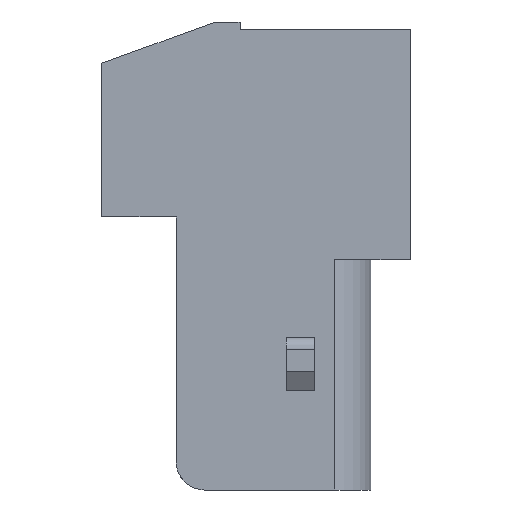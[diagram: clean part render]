
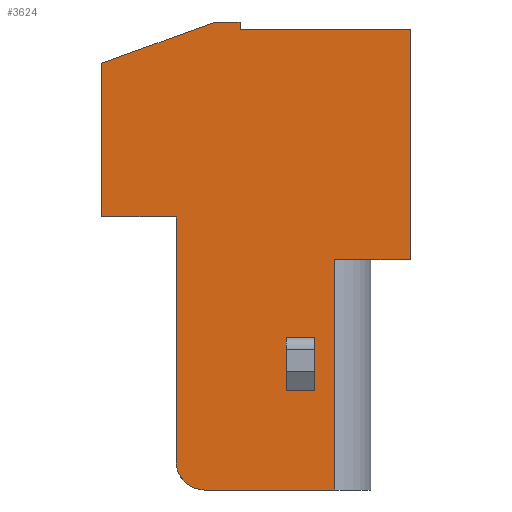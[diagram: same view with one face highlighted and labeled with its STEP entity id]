
A CAD part, left-side view. The second image highlights one B-rep face of the part: STEP entity #3624.
In plain terms, the highlighted planar face has unit normal (-1, 0, 0).
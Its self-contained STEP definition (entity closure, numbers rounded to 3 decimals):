
#966=DIRECTION('',(0.,0.,-1.));
#967=VECTOR('',#966,4.335);
#968=CARTESIAN_POINT('',(98.15,8.7,-0.965));
#969=LINE('',#968,#967);
#970=DIRECTION('',(0.,0.94,-0.342));
#971=VECTOR('',#970,3.405);
#972=CARTESIAN_POINT('',(98.15,5.5,0.2));
#973=LINE('',#972,#971);
#974=DIRECTION('',(0.,1.,0.));
#975=VECTOR('',#974,0.7);
#976=CARTESIAN_POINT('',(98.15,4.8,0.2));
#977=LINE('',#976,#975);
#978=DIRECTION('',(0.,0.,1.));
#979=VECTOR('',#978,0.2);
#980=CARTESIAN_POINT('',(98.15,4.8,0.));
#981=LINE('',#980,#979);
#982=DIRECTION('',(0.,1.,0.));
#983=VECTOR('',#982,4.8);
#984=CARTESIAN_POINT('',(98.15,0.,0.));
#985=LINE('',#984,#983);
#986=DIRECTION('',(0.,0.,1.));
#987=VECTOR('',#986,6.5);
#988=CARTESIAN_POINT('',(98.15,0.,-6.5));
#989=LINE('',#988,#987);
#990=DIRECTION('',(0.,-1.,0.));
#991=VECTOR('',#990,2.132);
#992=CARTESIAN_POINT('',(98.15,2.132,-6.5));
#993=LINE('',#992,#991);
#994=DIRECTION('',(0.,0.,1.));
#995=VECTOR('',#994,6.5);
#996=CARTESIAN_POINT('',(98.15,2.132,-13.));
#997=LINE('',#996,#995);
#998=DIRECTION('',(0.,-1.,0.));
#999=VECTOR('',#998,3.668);
#1000=CARTESIAN_POINT('',(98.15,5.8,-13.));
#1001=LINE('',#1000,#999);
#1002=CARTESIAN_POINT('',(98.15,5.8,-12.2));
#1003=DIRECTION('',(-1.,0.,0.));
#1004=DIRECTION('',(0.,1.,0.));
#1005=AXIS2_PLACEMENT_3D('',#1002,#1003,#1004);
#1007=DIRECTION('',(0.,0.,-1.));
#1008=VECTOR('',#1007,6.9);
#1009=CARTESIAN_POINT('',(98.15,6.6,-5.3));
#1010=LINE('',#1009,#1008);
#1011=DIRECTION('',(0.,-1.,0.));
#1012=VECTOR('',#1011,2.1);
#1013=CARTESIAN_POINT('',(98.15,8.7,-5.3));
#1014=LINE('',#1013,#1012);
#1015=DIRECTION('',(0.,0.,-1.));
#1016=VECTOR('',#1015,1.5);
#1017=CARTESIAN_POINT('',(98.15,2.7,-8.7));
#1018=LINE('',#1017,#1016);
#1019=DIRECTION('',(0.,1.,0.));
#1020=VECTOR('',#1019,0.8);
#1021=CARTESIAN_POINT('',(98.15,2.7,-8.7));
#1022=LINE('',#1021,#1020);
#1023=DIRECTION('',(0.,0.,-1.));
#1024=VECTOR('',#1023,1.5);
#1025=CARTESIAN_POINT('',(98.15,3.5,-8.7));
#1026=LINE('',#1025,#1024);
#1027=DIRECTION('',(0.,1.,0.));
#1028=VECTOR('',#1027,0.8);
#1029=CARTESIAN_POINT('',(98.15,2.7,-10.2));
#1030=LINE('',#1029,#1028);
#2214=CARTESIAN_POINT('',(98.15,8.7,-0.965));
#2215=CARTESIAN_POINT('',(98.15,8.7,-5.3));
#2216=VERTEX_POINT('',#2214);
#2217=VERTEX_POINT('',#2215);
#2218=CARTESIAN_POINT('',(98.15,6.6,-5.3));
#2219=VERTEX_POINT('',#2218);
#2220=CARTESIAN_POINT('',(98.15,6.6,-12.2));
#2221=VERTEX_POINT('',#2220);
#2222=CARTESIAN_POINT('',(98.15,5.8,-13.));
#2223=VERTEX_POINT('',#2222);
#2224=CARTESIAN_POINT('',(98.15,2.132,-13.));
#2225=VERTEX_POINT('',#2224);
#2226=CARTESIAN_POINT('',(98.15,2.132,-6.5));
#2227=VERTEX_POINT('',#2226);
#2228=CARTESIAN_POINT('',(98.15,0.,-6.5));
#2229=VERTEX_POINT('',#2228);
#2230=CARTESIAN_POINT('',(98.15,0.,0.));
#2231=VERTEX_POINT('',#2230);
#2232=CARTESIAN_POINT('',(98.15,4.8,0.));
#2233=VERTEX_POINT('',#2232);
#2234=CARTESIAN_POINT('',(98.15,4.8,0.2));
#2235=VERTEX_POINT('',#2234);
#2236=CARTESIAN_POINT('',(98.15,5.5,0.2));
#2237=VERTEX_POINT('',#2236);
#2254=CARTESIAN_POINT('',(98.15,2.7,-8.7));
#2255=CARTESIAN_POINT('',(98.15,2.7,-10.2));
#2256=VERTEX_POINT('',#2254);
#2257=VERTEX_POINT('',#2255);
#2258=CARTESIAN_POINT('',(98.15,3.5,-8.7));
#2259=CARTESIAN_POINT('',(98.15,3.5,-10.2));
#2260=VERTEX_POINT('',#2258);
#2261=VERTEX_POINT('',#2259);
#3594=CARTESIAN_POINT('',(98.15,0.,0.));
#3595=DIRECTION('',(-1.,0.,0.));
#3596=DIRECTION('',(0.,0.,1.));
#3597=AXIS2_PLACEMENT_3D('',#3594,#3595,#3596);
#3598=PLANE('',#3597);
#3599=ORIENTED_EDGE('',*,*,#2426,.F.);
#3600=ORIENTED_EDGE('',*,*,#2411,.F.);
#3601=ORIENTED_EDGE('',*,*,#2396,.F.);
#3602=ORIENTED_EDGE('',*,*,#2381,.F.);
#3603=ORIENTED_EDGE('',*,*,#2321,.F.);
#3604=ORIENTED_EDGE('',*,*,#3474,.F.);
#3605=ORIENTED_EDGE('',*,*,#3460,.F.);
#3607=ORIENTED_EDGE('',*,*,#3606,.F.);
#3608=ORIENTED_EDGE('',*,*,#3139,.F.);
#3609=ORIENTED_EDGE('',*,*,#3066,.F.);
#3610=ORIENTED_EDGE('',*,*,#2998,.F.);
#3611=ORIENTED_EDGE('',*,*,#2909,.F.);
#3612=EDGE_LOOP('',(#3599,#3600,#3601,#3602,#3603,#3604,#3605,#3607,#3608,#3609,
#3610,#3611));
#3613=FACE_OUTER_BOUND('',#3612,.F.);
#3615=ORIENTED_EDGE('',*,*,#3614,.F.);
#3617=ORIENTED_EDGE('',*,*,#3616,.T.);
#3619=ORIENTED_EDGE('',*,*,#3618,.T.);
#3621=ORIENTED_EDGE('',*,*,#3620,.F.);
#3622=EDGE_LOOP('',(#3615,#3617,#3619,#3621));
#3623=FACE_BOUND('',#3622,.F.);
#1006=CIRCLE('',#1005,0.8);
#2321=EDGE_CURVE('',#2231,#2233,#985,.T.);
#2381=EDGE_CURVE('',#2233,#2235,#981,.T.);
#2396=EDGE_CURVE('',#2235,#2237,#977,.T.);
#2411=EDGE_CURVE('',#2237,#2216,#973,.T.);
#2426=EDGE_CURVE('',#2216,#2217,#969,.T.);
#2909=EDGE_CURVE('',#2217,#2219,#1014,.T.);
#2998=EDGE_CURVE('',#2219,#2221,#1010,.T.);
#3066=EDGE_CURVE('',#2221,#2223,#1006,.T.);
#3139=EDGE_CURVE('',#2223,#2225,#1001,.T.);
#3460=EDGE_CURVE('',#2227,#2229,#993,.T.);
#3474=EDGE_CURVE('',#2229,#2231,#989,.T.);
#3606=EDGE_CURVE('',#2225,#2227,#997,.T.);
#3614=EDGE_CURVE('',#2256,#2257,#1018,.T.);
#3616=EDGE_CURVE('',#2256,#2260,#1022,.T.);
#3618=EDGE_CURVE('',#2260,#2261,#1026,.T.);
#3620=EDGE_CURVE('',#2257,#2261,#1030,.T.);
#3624=ADVANCED_FACE('',(#3613,#3623),#3598,.T.);
